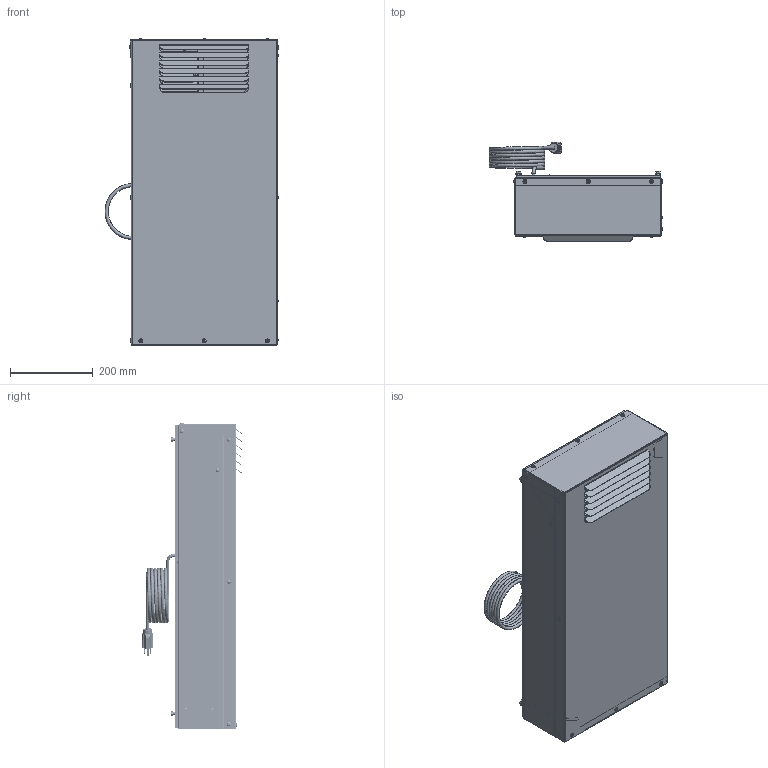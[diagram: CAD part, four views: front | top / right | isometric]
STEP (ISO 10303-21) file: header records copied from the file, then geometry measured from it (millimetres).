
FILE_DESCRIPTION (( 'STEP AP214' ), '1' );
FILE_NAME ('TE40-050-24D-4X.STEP', '2018-08-17T17:52:11', ( '' ), ( '' ), 'SwSTEP 2.0', 'SolidWorks 2017', '' );
FILE_SCHEMA (( 'AUTOMOTIVE_DESIGN' ));
Length unit declared in the file: inch
Products named in the file (1): TE40-050-24D-4X
Bounding box: 419.09 x 241.52 x 738.97 mm (x, y, z)
Volume: 5545175.9 mm3; surface area: 3397845.8 mm2
Topology: 125 solids, 129 shells, 3479 faces, 9034 edges, 5919 vertices
Faces by surface type: plane 1943, cylinder 1134, torus 203, bspline 118, cone 64, sphere 17
Full cylindrical faces by diameter (mm): 0.762 x4, 1.27 x8, 2.083 x2, 2.311 x2, 2.769 x8, 3.048 x4, 3.175 x4, 3.277 x4, 3.505 x4, 4.039 x18, 4.137 x4, 4.166 x4, 4.4 x16, 4.623 x8, 4.75 x4, 4.775 x30, 4.826 x18, 4.902 x23, 4.953 x9, 5.105 x6, 5.156 x11, 5.41 x4, 5.486 x2, 5.563 x21, 6.299 x9, 6.35 x1, 6.756 x4, 6.858 x15, 6.909 x9, 7.036 x4
Entity records: 173415 total; most frequent: CARTESIAN_POINT 44668, ORIENTED_EDGE 16346, DIRECTION 16337, EDGE_CURVE 8173, AXIS2_PLACEMENT_3D 5781, VERTEX_POINT 5671, EDGE_LOOP 4804, VECTOR 4775
